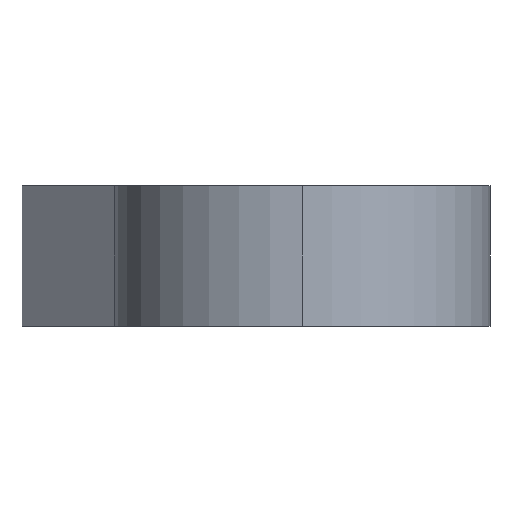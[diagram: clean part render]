
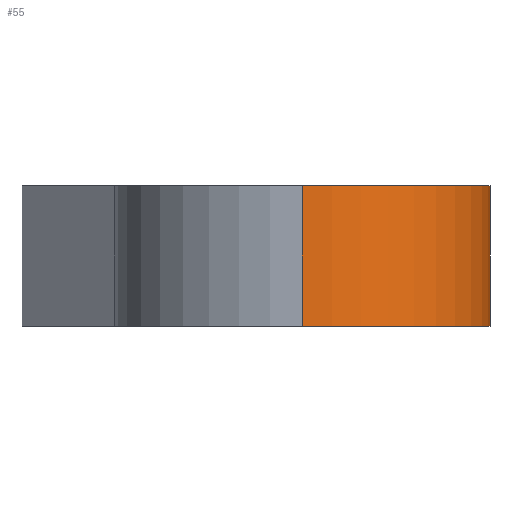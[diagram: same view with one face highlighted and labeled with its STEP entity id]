
A CAD part, left-side view. The second image highlights one B-rep face of the part: STEP entity #55.
In plain terms, the highlighted cylindrical face has radius 4 mm (diameter 8 mm), a partial arc.
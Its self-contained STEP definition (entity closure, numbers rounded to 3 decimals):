
#1 = VERTEX_POINT ( 'NONE', #144 ) ;
#14 = DIRECTION ( 'NONE',  ( 0., 0., 1. ) ) ;
#25 = CARTESIAN_POINT ( 'NONE',  ( -12.001, -3.151, 0. ) ) ;
#45 = CARTESIAN_POINT ( 'NONE',  ( -12.081, 0.849, 3. ) ) ;
#50 = LINE ( 'NONE', #167, #249 ) ;
#52 = VERTEX_POINT ( 'NONE', #25 ) ;
#54 = AXIS2_PLACEMENT_3D ( 'NONE', #276, #14, #122 ) ;
#55 = ADVANCED_FACE ( 'NONE', ( #235 ), #112, .T. ) ;
#56 = ORIENTED_EDGE ( 'NONE', *, *, #104, .F. ) ;
#61 = DIRECTION ( 'NONE',  ( 0., 0., 1. ) ) ;
#64 = CARTESIAN_POINT ( 'NONE',  ( -12.001, -3.151, 3. ) ) ;
#85 = AXIS2_PLACEMENT_3D ( 'NONE', #45, #165, #90 ) ;
#90 = DIRECTION ( 'NONE',  ( -1., 0., 0. ) ) ;
#104 = EDGE_CURVE ( 'NONE', #142, #52, #228, .T. ) ;
#112 = CYLINDRICAL_SURFACE ( 'NONE', #85, 4. ) ;
#120 = EDGE_CURVE ( 'NONE', #1, #121, #50, .T. ) ;
#121 = VERTEX_POINT ( 'NONE', #295 ) ;
#122 = DIRECTION ( 'NONE',  ( 1., 0., 0. ) ) ;
#126 = CARTESIAN_POINT ( 'NONE',  ( -12.081, 0.849, 3. ) ) ;
#142 = VERTEX_POINT ( 'NONE', #64 ) ;
#144 = CARTESIAN_POINT ( 'NONE',  ( -16.081, 0.849, 3. ) ) ;
#146 = DIRECTION ( 'NONE',  ( 1., 0., 0. ) ) ;
#161 = EDGE_CURVE ( 'NONE', #1, #142, #303, .T. ) ;
#163 = ORIENTED_EDGE ( 'NONE', *, *, #120, .T. ) ;
#165 = DIRECTION ( 'NONE',  ( 0., 0., -1. ) ) ;
#167 = CARTESIAN_POINT ( 'NONE',  ( -16.081, 0.849, 3. ) ) ;
#174 = EDGE_LOOP ( 'NONE', ( #299, #163, #372, #56 ) ) ;
#198 = CARTESIAN_POINT ( 'NONE',  ( -12.001, -3.151, 3. ) ) ;
#209 = VECTOR ( 'NONE', #313, 1000. ) ;
#210 = CIRCLE ( 'NONE', #54, 4. ) ;
#228 = LINE ( 'NONE', #198, #209 ) ;
#234 = AXIS2_PLACEMENT_3D ( 'NONE', #126, #61, #146 ) ;
#235 = FACE_OUTER_BOUND ( 'NONE', #174, .T. ) ;
#249 = VECTOR ( 'NONE', #283, 1000. ) ;
#276 = CARTESIAN_POINT ( 'NONE',  ( -12.081, 0.849, 0. ) ) ;
#283 = DIRECTION ( 'NONE',  ( 0., 0., -1. ) ) ;
#295 = CARTESIAN_POINT ( 'NONE',  ( -16.081, 0.849, 0. ) ) ;
#299 = ORIENTED_EDGE ( 'NONE', *, *, #161, .F. ) ;
#303 = CIRCLE ( 'NONE', #234, 4. ) ;
#313 = DIRECTION ( 'NONE',  ( 0., 0., -1. ) ) ;
#371 = EDGE_CURVE ( 'NONE', #121, #52, #210, .T. ) ;
#372 = ORIENTED_EDGE ( 'NONE', *, *, #371, .T. ) ;
